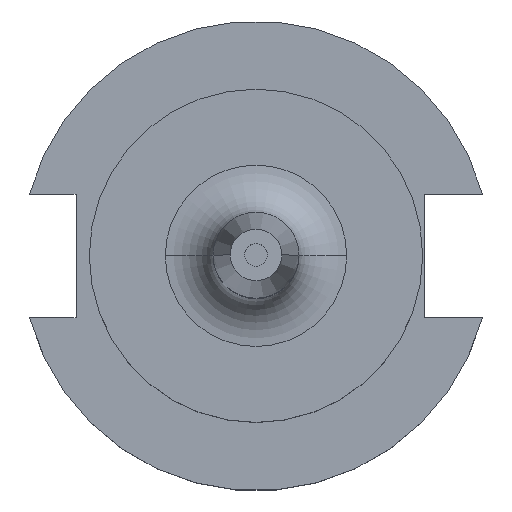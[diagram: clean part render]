
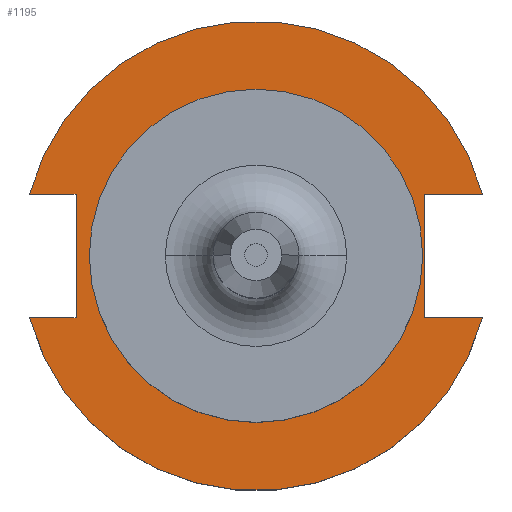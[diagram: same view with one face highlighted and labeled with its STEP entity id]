
A CAD part, top view. The second image highlights one B-rep face of the part: STEP entity #1195.
In plain terms, the highlighted planar face has unit normal (0, 0, 1).
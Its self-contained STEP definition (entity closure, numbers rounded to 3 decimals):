
#31 = EDGE_CURVE ( 'NONE', #1461, #1093, #1511, .T. ) ;
#36 = AXIS2_PLACEMENT_3D ( 'NONE', #1570, #1197, #1176 ) ;
#39 = VERTEX_POINT ( 'NONE', #1695 ) ;
#40 = VECTOR ( 'NONE', #1740, 1000. ) ;
#49 = CARTESIAN_POINT ( 'NONE',  ( -37.719, -12.954, 19.05 ) ) ;
#53 = EDGE_CURVE ( 'NONE', #226, #111, #369, .T. ) ;
#79 = ORIENTED_EDGE ( 'NONE', *, *, #979, .F. ) ;
#105 = CARTESIAN_POINT ( 'NONE',  ( -37.719, 12.954, 19.05 ) ) ;
#111 = VERTEX_POINT ( 'NONE', #1746 ) ;
#160 = VERTEX_POINT ( 'NONE', #593 ) ;
#198 = ORIENTED_EDGE ( 'NONE', *, *, #1506, .F. ) ;
#201 = ORIENTED_EDGE ( 'NONE', *, *, #1682, .F. ) ;
#225 = EDGE_CURVE ( 'NONE', #39, #584, #1139, .T. ) ;
#226 = VERTEX_POINT ( 'NONE', #544 ) ;
#230 = LINE ( 'NONE', #1671, #1215 ) ;
#354 = CARTESIAN_POINT ( 'NONE',  ( -63.719, 12.954, 19.05 ) ) ;
#369 = CIRCLE ( 'NONE', #909, 34.925 ) ;
#395 = ORIENTED_EDGE ( 'NONE', *, *, #722, .F. ) ;
#431 = CARTESIAN_POINT ( 'NONE',  ( 47.477, 12.954, 19.05 ) ) ;
#435 = AXIS2_PLACEMENT_3D ( 'NONE', #1088, #1282, #978 ) ;
#500 = DIRECTION ( 'NONE',  ( -1., 0., 0. ) ) ;
#517 = LINE ( 'NONE', #1054, #1169 ) ;
#544 = CARTESIAN_POINT ( 'NONE',  ( -34.925, 0., 19.05 ) ) ;
#559 = EDGE_LOOP ( 'NONE', ( #1260, #395, #1336, #1211, #1575, #79, #612, #198 ) ) ;
#563 = LINE ( 'NONE', #354, #858 ) ;
#580 = CARTESIAN_POINT ( 'NONE',  ( 35.306, -12.954, 19.05 ) ) ;
#584 = VERTEX_POINT ( 'NONE', #1066 ) ;
#593 = CARTESIAN_POINT ( 'NONE',  ( -47.477, 12.954, 19.05 ) ) ;
#612 = ORIENTED_EDGE ( 'NONE', *, *, #31, .F. ) ;
#619 = CIRCLE ( 'NONE', #1742, 34.925 ) ;
#625 = CARTESIAN_POINT ( 'NONE',  ( 0., 0., 19.05 ) ) ;
#667 = DIRECTION ( 'NONE',  ( 0., 0., 1. ) ) ;
#700 = DIRECTION ( 'NONE',  ( 1., 0., 0. ) ) ;
#722 = EDGE_CURVE ( 'NONE', #1091, #584, #1265, .T. ) ;
#726 = CARTESIAN_POINT ( 'NONE',  ( 35.306, 12.954, 19.05 ) ) ;
#765 = VERTEX_POINT ( 'NONE', #431 ) ;
#852 = DIRECTION ( 'NONE',  ( 1., 0., 0. ) ) ;
#854 = EDGE_CURVE ( 'NONE', #1298, #1091, #1729, .T. ) ;
#858 = VECTOR ( 'NONE', #500, 1000. ) ;
#861 = DIRECTION ( 'NONE',  ( 0., -1., 0. ) ) ;
#865 = VECTOR ( 'NONE', #1619, 1000. ) ;
#909 = AXIS2_PLACEMENT_3D ( 'NONE', #929, #1255, #1569 ) ;
#915 = CARTESIAN_POINT ( 'NONE',  ( -37.719, 12.954, 19.05 ) ) ;
#929 = CARTESIAN_POINT ( 'NONE',  ( 0., 0., 19.05 ) ) ;
#953 = AXIS2_PLACEMENT_3D ( 'NONE', #1218, #1108, #1117 ) ;
#978 = DIRECTION ( 'NONE',  ( 1., 0., 0. ) ) ;
#979 = EDGE_CURVE ( 'NONE', #1093, #160, #563, .T. ) ;
#1030 = EDGE_LOOP ( 'NONE', ( #201, #1107 ) ) ;
#1054 = CARTESIAN_POINT ( 'NONE',  ( -63.719, -12.954, 19.05 ) ) ;
#1066 = CARTESIAN_POINT ( 'NONE',  ( 47.477, -12.954, 19.05 ) ) ;
#1088 = CARTESIAN_POINT ( 'NONE',  ( 0., 0., 19.05 ) ) ;
#1091 = VERTEX_POINT ( 'NONE', #1444 ) ;
#1093 = VERTEX_POINT ( 'NONE', #105 ) ;
#1099 = EDGE_CURVE ( 'NONE', #765, #160, #1132, .T. ) ;
#1107 = ORIENTED_EDGE ( 'NONE', *, *, #53, .F. ) ;
#1108 = DIRECTION ( 'NONE',  ( 0., 0., 1. ) ) ;
#1117 = DIRECTION ( 'NONE',  ( 1., 0., 0. ) ) ;
#1132 = CIRCLE ( 'NONE', #36, 49.212 ) ;
#1139 = CIRCLE ( 'NONE', #435, 49.212 ) ;
#1169 = VECTOR ( 'NONE', #852, 1000. ) ;
#1176 = DIRECTION ( 'NONE',  ( 1., 0., 0. ) ) ;
#1195 = ADVANCED_FACE ( 'NONE', ( #1278, #1580 ), #1201, .T. ) ;
#1197 = DIRECTION ( 'NONE',  ( 0., 0., 1. ) ) ;
#1201 = PLANE ( 'NONE',  #953 ) ;
#1211 = ORIENTED_EDGE ( 'NONE', *, *, #1475, .F. ) ;
#1215 = VECTOR ( 'NONE', #1689, 1000. ) ;
#1218 = CARTESIAN_POINT ( 'NONE',  ( 0., 49.212, 19.05 ) ) ;
#1255 = DIRECTION ( 'NONE',  ( 0., 0., 1. ) ) ;
#1260 = ORIENTED_EDGE ( 'NONE', *, *, #225, .T. ) ;
#1265 = LINE ( 'NONE', #580, #865 ) ;
#1278 = FACE_BOUND ( 'NONE', #1030, .T. ) ;
#1282 = DIRECTION ( 'NONE',  ( 0., 0., 1. ) ) ;
#1298 = VERTEX_POINT ( 'NONE', #726 ) ;
#1335 = VECTOR ( 'NONE', #861, 1000. ) ;
#1336 = ORIENTED_EDGE ( 'NONE', *, *, #854, .F. ) ;
#1444 = CARTESIAN_POINT ( 'NONE',  ( 35.306, -12.954, 19.05 ) ) ;
#1461 = VERTEX_POINT ( 'NONE', #49 ) ;
#1475 = EDGE_CURVE ( 'NONE', #765, #1298, #230, .T. ) ;
#1506 = EDGE_CURVE ( 'NONE', #39, #1461, #517, .T. ) ;
#1511 = LINE ( 'NONE', #915, #40 ) ;
#1569 = DIRECTION ( 'NONE',  ( 1., 0., 0. ) ) ;
#1570 = CARTESIAN_POINT ( 'NONE',  ( 0., 0., 19.05 ) ) ;
#1575 = ORIENTED_EDGE ( 'NONE', *, *, #1099, .T. ) ;
#1580 = FACE_OUTER_BOUND ( 'NONE', #559, .T. ) ;
#1619 = DIRECTION ( 'NONE',  ( 1., 0., 0. ) ) ;
#1652 = CARTESIAN_POINT ( 'NONE',  ( 35.306, 12.954, 19.05 ) ) ;
#1671 = CARTESIAN_POINT ( 'NONE',  ( 35.306, 12.954, 19.05 ) ) ;
#1682 = EDGE_CURVE ( 'NONE', #111, #226, #619, .T. ) ;
#1689 = DIRECTION ( 'NONE',  ( -1., 0., 0. ) ) ;
#1695 = CARTESIAN_POINT ( 'NONE',  ( -47.477, -12.954, 19.05 ) ) ;
#1729 = LINE ( 'NONE', #1652, #1335 ) ;
#1740 = DIRECTION ( 'NONE',  ( 0., 1., 0. ) ) ;
#1742 = AXIS2_PLACEMENT_3D ( 'NONE', #625, #667, #700 ) ;
#1746 = CARTESIAN_POINT ( 'NONE',  ( 34.925, 0., 19.05 ) ) ;
